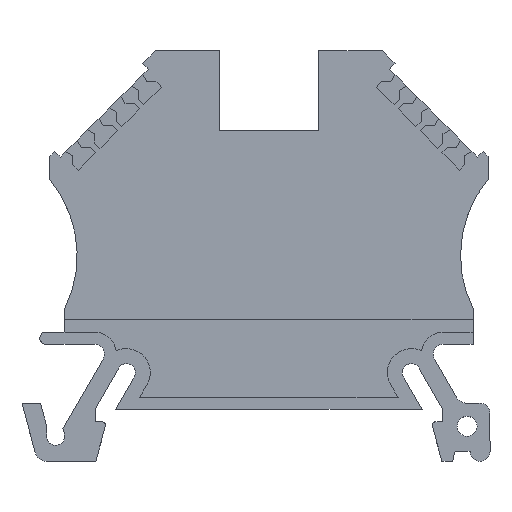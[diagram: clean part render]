
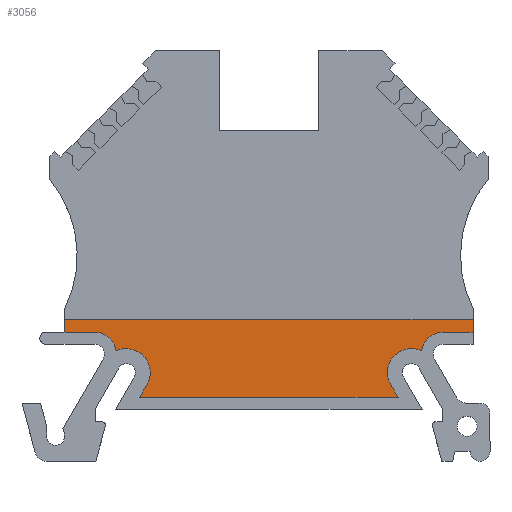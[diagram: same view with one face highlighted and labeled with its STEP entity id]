
A CAD part, top view. The second image highlights one B-rep face of the part: STEP entity #3056.
In plain terms, the highlighted planar face has unit normal (0, 0, 1).
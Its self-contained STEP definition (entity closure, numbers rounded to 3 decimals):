
#47 = DIRECTION ( 'NONE',  ( -1., 0., 0. ) ) ;
#51 = LINE ( 'NONE', #317, #1420 ) ;
#67 = DIRECTION ( 'NONE',  ( 0., 0., 1. ) ) ;
#70 = CARTESIAN_POINT ( 'NONE',  ( -14.3, 3.7, 2.9 ) ) ;
#132 = CARTESIAN_POINT ( 'NONE',  ( -12.972, 1.2, 2.9 ) ) ;
#234 = VECTOR ( 'NONE', #4275, 1000. ) ;
#248 = LINE ( 'NONE', #4315, #234 ) ;
#317 = CARTESIAN_POINT ( 'NONE',  ( 17.504, 7.75, 2.9 ) ) ;
#364 = EDGE_CURVE ( 'NONE', #2126, #738, #4910, .T. ) ;
#498 = EDGE_LOOP ( 'NONE', ( #2795, #3080, #3172, #3424, #5328, #5546, #4942, #4649, #4200, #3493, #3098, #4780, #4408 ) ) ;
#512 = VERTEX_POINT ( 'NONE', #4710 ) ;
#652 = AXIS2_PLACEMENT_3D ( 'NONE', #4464, #4443, #4425 ) ;
#677 = VERTEX_POINT ( 'NONE', #2983 ) ;
#738 = VERTEX_POINT ( 'NONE', #5013 ) ;
#759 = AXIS2_PLACEMENT_3D ( 'NONE', #2159, #1371, #992 ) ;
#780 = VERTEX_POINT ( 'NONE', #4992 ) ;
#884 = DIRECTION ( 'NONE',  ( 1., 0., 0. ) ) ;
#891 = AXIS2_PLACEMENT_3D ( 'NONE', #1175, #1053, #4755 ) ;
#902 = DIRECTION ( 'NONE',  ( 0., 0., 1. ) ) ;
#942 = CARTESIAN_POINT ( 'NONE',  ( 17.504, 5.55, 2.9 ) ) ;
#963 = PLANE ( 'NONE',  #5260 ) ;
#974 = AXIS2_PLACEMENT_3D ( 'NONE', #70, #67, #47 ) ;
#992 = DIRECTION ( 'NONE',  ( -1., 0., 0. ) ) ;
#1053 = DIRECTION ( 'NONE',  ( 0., 0., -1. ) ) ;
#1175 = CARTESIAN_POINT ( 'NONE',  ( 14.3, 3.7, 2.9 ) ) ;
#1335 = EDGE_CURVE ( 'NONE', #2450, #2126, #3236, .T. ) ;
#1344 = EDGE_CURVE ( 'NONE', #4679, #2963, #3252, .T. ) ;
#1371 = DIRECTION ( 'NONE',  ( 0., 0., 1. ) ) ;
#1379 = CIRCLE ( 'NONE', #652, 2.2 ) ;
#1392 = VECTOR ( 'NONE', #4922, 1000. ) ;
#1404 = LINE ( 'NONE', #4978, #1392 ) ;
#1409 = CARTESIAN_POINT ( 'NONE',  ( 20.5, 9., 2.9 ) ) ;
#1420 = VECTOR ( 'NONE', #4427, 1000. ) ;
#1533 = CIRCLE ( 'NONE', #759, 2.2 ) ;
#1544 = DIRECTION ( 'NONE',  ( -1., 0., 0. ) ) ;
#1557 = CARTESIAN_POINT ( 'NONE',  ( -17.504, 7.75, 2.9 ) ) ;
#1571 = CARTESIAN_POINT ( 'NONE',  ( 0., 9., 2.9 ) ) ;
#1592 = VECTOR ( 'NONE', #2198, 1000. ) ;
#1599 = CIRCLE ( 'NONE', #891, 2.4 ) ;
#1612 = FACE_OUTER_BOUND ( 'NONE', #498, .T. ) ;
#1650 = LINE ( 'NONE', #5554, #1592 ) ;
#1663 = CIRCLE ( 'NONE', #974, 2.4 ) ;
#1772 = CARTESIAN_POINT ( 'NONE',  ( -20.5, 9., 2.9 ) ) ;
#1876 = CARTESIAN_POINT ( 'NONE',  ( -12.972, 1.2, 2.9 ) ) ;
#1898 = DIRECTION ( 'NONE',  ( -1., 0., 0. ) ) ;
#1923 = EDGE_CURVE ( 'NONE', #738, #512, #1663, .T. ) ;
#1965 = EDGE_CURVE ( 'NONE', #2450, #2009, #1650, .T. ) ;
#1970 = EDGE_CURVE ( 'NONE', #677, #4067, #1599, .T. ) ;
#2009 = VERTEX_POINT ( 'NONE', #4829 ) ;
#2016 = EDGE_CURVE ( 'NONE', #512, #3908, #1533, .T. ) ;
#2091 = CARTESIAN_POINT ( 'NONE',  ( 20.5, 7.75, 2.9 ) ) ;
#2111 = EDGE_CURVE ( 'NONE', #2009, #677, #1404, .T. ) ;
#2126 = VERTEX_POINT ( 'NONE', #4739 ) ;
#2127 = EDGE_CURVE ( 'NONE', #4067, #2147, #1379, .T. ) ;
#2147 = VERTEX_POINT ( 'NONE', #4384 ) ;
#2159 = CARTESIAN_POINT ( 'NONE',  ( -17.504, 5.55, 2.9 ) ) ;
#2198 = DIRECTION ( 'NONE',  ( 1., 0., 0. ) ) ;
#2377 = DIRECTION ( 'NONE',  ( 0.5, 0.866, 0. ) ) ;
#2450 = VERTEX_POINT ( 'NONE', #132 ) ;
#2542 = DIRECTION ( 'NONE',  ( 0., 1., 0. ) ) ;
#2564 = CARTESIAN_POINT ( 'NONE',  ( 20.5, 9., 2.9 ) ) ;
#2699 = EDGE_CURVE ( 'NONE', #3908, #780, #248, .T. ) ;
#2795 = ORIENTED_EDGE ( 'NONE', *, *, #3712, .T. ) ;
#2937 = VERTEX_POINT ( 'NONE', #2091 ) ;
#2963 = VERTEX_POINT ( 'NONE', #1772 ) ;
#2983 = CARTESIAN_POINT ( 'NONE',  ( 12.221, 2.5, 2.9 ) ) ;
#3056 = ADVANCED_FACE ( 'NONE', ( #1612 ), #963, .T. ) ;
#3080 = ORIENTED_EDGE ( 'NONE', *, *, #1344, .T. ) ;
#3098 = ORIENTED_EDGE ( 'NONE', *, *, #1970, .T. ) ;
#3172 = ORIENTED_EDGE ( 'NONE', *, *, #5177, .F. ) ;
#3177 = VECTOR ( 'NONE', #1544, 1000. ) ;
#3209 = VECTOR ( 'NONE', #2377, 1000. ) ;
#3220 = LINE ( 'NONE', #3962, #3224 ) ;
#3224 = VECTOR ( 'NONE', #3901, 1000. ) ;
#3236 = LINE ( 'NONE', #1876, #3209 ) ;
#3252 = LINE ( 'NONE', #1571, #3177 ) ;
#3381 = EDGE_CURVE ( 'NONE', #2147, #2937, #51, .T. ) ;
#3424 = ORIENTED_EDGE ( 'NONE', *, *, #2699, .F. ) ;
#3493 = ORIENTED_EDGE ( 'NONE', *, *, #2111, .T. ) ;
#3610 = CARTESIAN_POINT ( 'NONE',  ( 15.327, 5.869, 2.9 ) ) ;
#3712 = EDGE_CURVE ( 'NONE', #2937, #4679, #4966, .T. ) ;
#3887 = DIRECTION ( 'NONE',  ( 0., 0., 1. ) ) ;
#3901 = DIRECTION ( 'NONE',  ( 0., 1., 0. ) ) ;
#3908 = VERTEX_POINT ( 'NONE', #1557 ) ;
#3962 = CARTESIAN_POINT ( 'NONE',  ( -20.5, 9., 2.9 ) ) ;
#4067 = VERTEX_POINT ( 'NONE', #3610 ) ;
#4200 = ORIENTED_EDGE ( 'NONE', *, *, #1965, .T. ) ;
#4275 = DIRECTION ( 'NONE',  ( -1., 0., 0. ) ) ;
#4315 = CARTESIAN_POINT ( 'NONE',  ( -17.504, 7.75, 2.9 ) ) ;
#4384 = CARTESIAN_POINT ( 'NONE',  ( 17.504, 7.75, 2.9 ) ) ;
#4408 = ORIENTED_EDGE ( 'NONE', *, *, #3381, .T. ) ;
#4425 = DIRECTION ( 'NONE',  ( 1., 0., 0. ) ) ;
#4427 = DIRECTION ( 'NONE',  ( 1., 0., 0. ) ) ;
#4443 = DIRECTION ( 'NONE',  ( 0., 0., -1. ) ) ;
#4464 = CARTESIAN_POINT ( 'NONE',  ( 17.504, 5.55, 2.9 ) ) ;
#4649 = ORIENTED_EDGE ( 'NONE', *, *, #1335, .F. ) ;
#4679 = VERTEX_POINT ( 'NONE', #1409 ) ;
#4710 = CARTESIAN_POINT ( 'NONE',  ( -15.327, 5.869, 2.9 ) ) ;
#4739 = CARTESIAN_POINT ( 'NONE',  ( -12.221, 2.5, 2.9 ) ) ;
#4755 = DIRECTION ( 'NONE',  ( 1., 0., 0. ) ) ;
#4780 = ORIENTED_EDGE ( 'NONE', *, *, #2127, .T. ) ;
#4829 = CARTESIAN_POINT ( 'NONE',  ( 12.972, 1.2, 2.9 ) ) ;
#4909 = AXIS2_PLACEMENT_3D ( 'NONE', #5484, #3887, #1898 ) ;
#4910 = CIRCLE ( 'NONE', #4909, 2.4 ) ;
#4922 = DIRECTION ( 'NONE',  ( -0.5, 0.866, 0. ) ) ;
#4942 = ORIENTED_EDGE ( 'NONE', *, *, #364, .F. ) ;
#4966 = LINE ( 'NONE', #2564, #5391 ) ;
#4978 = CARTESIAN_POINT ( 'NONE',  ( 12.972, 1.2, 2.9 ) ) ;
#4992 = CARTESIAN_POINT ( 'NONE',  ( -20.5, 7.75, 2.9 ) ) ;
#5013 = CARTESIAN_POINT ( 'NONE',  ( -11.9, 3.7, 2.9 ) ) ;
#5177 = EDGE_CURVE ( 'NONE', #780, #2963, #3220, .T. ) ;
#5260 = AXIS2_PLACEMENT_3D ( 'NONE', #942, #902, #884 ) ;
#5328 = ORIENTED_EDGE ( 'NONE', *, *, #2016, .F. ) ;
#5391 = VECTOR ( 'NONE', #2542, 1000. ) ;
#5484 = CARTESIAN_POINT ( 'NONE',  ( -14.3, 3.7, 2.9 ) ) ;
#5546 = ORIENTED_EDGE ( 'NONE', *, *, #1923, .F. ) ;
#5554 = CARTESIAN_POINT ( 'NONE',  ( 0., 1.2, 2.9 ) ) ;
